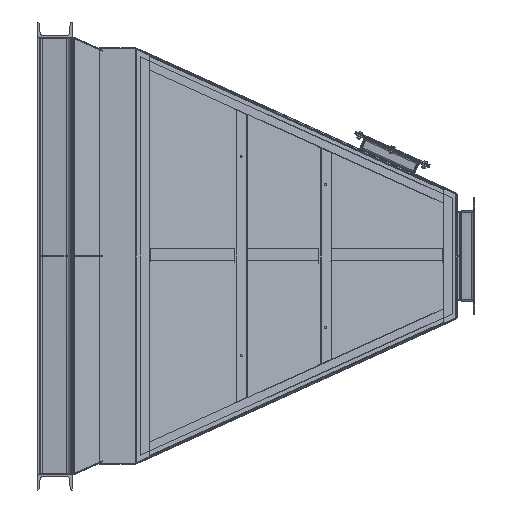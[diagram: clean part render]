
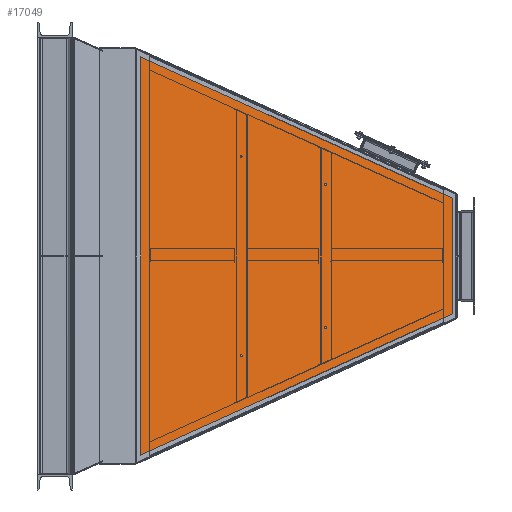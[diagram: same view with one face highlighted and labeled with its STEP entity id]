
A CAD part, left-side view. The second image highlights one B-rep face of the part: STEP entity #17049.
In plain terms, the highlighted free-form (B-spline) face has degree [1, 1] with [2, 2] control points.
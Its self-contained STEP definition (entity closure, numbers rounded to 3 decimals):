
#16951 = VERTEX_POINT('',#16952);
#16952 = CARTESIAN_POINT('',(-953.954,-362.692,
    696.42));
#16957 = EDGE_CURVE('',#16958,#16951,#16960,.T.);
#16958 = VERTEX_POINT('',#16959);
#16959 = CARTESIAN_POINT('',(-336.223,-1452.371,
    202.646));
#16960 = B_SPLINE_CURVE_WITH_KNOTS('',1,(#16961,#16962),.UNSPECIFIED.,
  .F.,.F.,(2,2),(-1318.825,0.),.PIECEWISE_BEZIER_KNOTS.);
#16961 = CARTESIAN_POINT('',(-336.223,-1452.371,
    202.646));
#16962 = CARTESIAN_POINT('',(-953.954,-362.692,
    696.42));
#16985 = VERTEX_POINT('',#16986);
#16986 = CARTESIAN_POINT('',(-953.954,-362.692,
    -696.42));
#16991 = EDGE_CURVE('',#16951,#16985,#16992,.T.);
#16992 = B_SPLINE_CURVE_WITH_KNOTS('',1,(#16993,#16994),.UNSPECIFIED.,
  .F.,.F.,(2,2),(-1364.309,-0.),.PIECEWISE_BEZIER_KNOTS.);
#16993 = CARTESIAN_POINT('',(-953.954,-362.692,
    696.42));
#16994 = CARTESIAN_POINT('',(-953.954,-362.692,
    -696.42));
#17013 = VERTEX_POINT('',#17014);
#17014 = CARTESIAN_POINT('',(-336.223,-1452.371,
    -202.646));
#17019 = EDGE_CURVE('',#16985,#17013,#17020,.T.);
#17020 = B_SPLINE_CURVE_WITH_KNOTS('',1,(#17021,#17022),.UNSPECIFIED.,
  .F.,.F.,(2,2),(-1318.825,0.),.PIECEWISE_BEZIER_KNOTS.);
#17021 = CARTESIAN_POINT('',(-953.954,-362.692,
    -696.42));
#17022 = CARTESIAN_POINT('',(-336.223,-1452.371,
    -202.646));
#17039 = EDGE_CURVE('',#17013,#16958,#17040,.T.);
#17040 = B_SPLINE_CURVE_WITH_KNOTS('',1,(#17041,#17042),.UNSPECIFIED.,
  .F.,.F.,(2,2),(-396.99,0.),.PIECEWISE_BEZIER_KNOTS.);
#17041 = CARTESIAN_POINT('',(-336.223,-1452.371,
    -202.646));
#17042 = CARTESIAN_POINT('',(-336.223,-1452.371,
    202.646));
#17049 = ADVANCED_FACE('',(#17050,#17064,#17078,#17092,#17106),#17112,
  .F.);
#17050 = FACE_BOUND('',#17051,.T.);
#17051 = EDGE_LOOP('',(#17052));
#17052 = ORIENTED_EDGE('',*,*,#17053,.F.);
#17053 = EDGE_CURVE('',#17054,#17054,#17056,.T.);
#17054 = VERTEX_POINT('',#17055);
#17055 = CARTESIAN_POINT('',(-754.55,-714.442,
    345.457));
#17056 = ( BOUNDED_CURVE() B_SPLINE_CURVE(2,(#17057,#17058,#17059,#17060
    ,#17061,#17062,#17063),.UNSPECIFIED.,.T.,.F.) 
B_SPLINE_CURVE_WITH_KNOTS((1,2,2,2,2,1),(-2.094,0.,
    2.094,4.189,6.283,8.378),
.UNSPECIFIED.) CURVE() GEOMETRIC_REPRESENTATION_ITEM() 
RATIONAL_B_SPLINE_CURVE((1.,0.5,1.,0.5,1.,0.5,1.)) REPRESENTATION_ITEM(
  '') );
#17057 = CARTESIAN_POINT('',(-754.55,-714.442,
    345.457));
#17058 = CARTESIAN_POINT('',(-751.498,-719.826,
    345.457));
#17059 = CARTESIAN_POINT('',(-753.024,-717.134,
    350.817));
#17060 = CARTESIAN_POINT('',(-754.55,-714.442,
    356.176));
#17061 = CARTESIAN_POINT('',(-756.076,-711.75,
    350.817));
#17062 = CARTESIAN_POINT('',(-757.602,-709.058,
    345.457));
#17063 = CARTESIAN_POINT('',(-754.55,-714.442,
    345.457));
#17064 = FACE_BOUND('',#17065,.T.);
#17065 = EDGE_LOOP('',(#17066));
#17066 = ORIENTED_EDGE('',*,*,#17067,.F.);
#17067 = EDGE_CURVE('',#17068,#17068,#17070,.T.);
#17068 = VERTEX_POINT('',#17069);
#17069 = CARTESIAN_POINT('',(-587.634,-1008.881,
    246.62));
#17070 = ( BOUNDED_CURVE() B_SPLINE_CURVE(2,(#17071,#17072,#17073,#17074
    ,#17075,#17076,#17077),.UNSPECIFIED.,.T.,.F.) 
B_SPLINE_CURVE_WITH_KNOTS((1,2,2,2,2,1),(-2.094,0.,
    2.094,4.189,6.283,8.378),
.UNSPECIFIED.) CURVE() GEOMETRIC_REPRESENTATION_ITEM() 
RATIONAL_B_SPLINE_CURVE((1.,0.5,1.,0.5,1.,0.5,1.)) REPRESENTATION_ITEM(
  '') );
#17071 = CARTESIAN_POINT('',(-587.634,-1008.881,
    246.62));
#17072 = CARTESIAN_POINT('',(-584.582,-1014.265,
    246.62));
#17073 = CARTESIAN_POINT('',(-586.108,-1011.573,
    251.98));
#17074 = CARTESIAN_POINT('',(-587.634,-1008.881,
    257.339));
#17075 = CARTESIAN_POINT('',(-589.16,-1006.189,
    251.98));
#17076 = CARTESIAN_POINT('',(-590.686,-1003.497,
    246.62));
#17077 = CARTESIAN_POINT('',(-587.634,-1008.881,
    246.62));
#17078 = FACE_BOUND('',#17079,.T.);
#17079 = EDGE_LOOP('',(#17080));
#17080 = ORIENTED_EDGE('',*,*,#17081,.F.);
#17081 = EDGE_CURVE('',#17082,#17082,#17084,.T.);
#17082 = VERTEX_POINT('',#17083);
#17083 = CARTESIAN_POINT('',(-587.634,-1008.881,
    -246.62));
#17084 = ( BOUNDED_CURVE() B_SPLINE_CURVE(2,(#17085,#17086,#17087,#17088
    ,#17089,#17090,#17091),.UNSPECIFIED.,.T.,.F.) 
B_SPLINE_CURVE_WITH_KNOTS((1,2,2,2,2,1),(-2.094,0.,
    2.094,4.189,6.283,8.378),
.UNSPECIFIED.) CURVE() GEOMETRIC_REPRESENTATION_ITEM() 
RATIONAL_B_SPLINE_CURVE((1.,0.5,1.,0.5,1.,0.5,1.)) REPRESENTATION_ITEM(
  '') );
#17085 = CARTESIAN_POINT('',(-587.634,-1008.881,
    -246.62));
#17086 = CARTESIAN_POINT('',(-590.686,-1003.497,
    -246.62));
#17087 = CARTESIAN_POINT('',(-589.16,-1006.189,
    -251.98));
#17088 = CARTESIAN_POINT('',(-587.634,-1008.881,
    -257.339));
#17089 = CARTESIAN_POINT('',(-586.108,-1011.573,
    -251.98));
#17090 = CARTESIAN_POINT('',(-584.582,-1014.265,
    -246.62));
#17091 = CARTESIAN_POINT('',(-587.634,-1008.881,
    -246.62));
#17092 = FACE_BOUND('',#17093,.T.);
#17093 = EDGE_LOOP('',(#17094));
#17094 = ORIENTED_EDGE('',*,*,#17095,.F.);
#17095 = EDGE_CURVE('',#17096,#17096,#17098,.T.);
#17096 = VERTEX_POINT('',#17097);
#17097 = CARTESIAN_POINT('',(-754.55,-714.442,
    -345.457));
#17098 = ( BOUNDED_CURVE() B_SPLINE_CURVE(2,(#17099,#17100,#17101,#17102
    ,#17103,#17104,#17105),.UNSPECIFIED.,.T.,.F.) 
B_SPLINE_CURVE_WITH_KNOTS((1,2,2,2,2,1),(-2.094,0.,
    2.094,4.189,6.283,8.378),
.UNSPECIFIED.) CURVE() GEOMETRIC_REPRESENTATION_ITEM() 
RATIONAL_B_SPLINE_CURVE((1.,0.5,1.,0.5,1.,0.5,1.)) REPRESENTATION_ITEM(
  '') );
#17099 = CARTESIAN_POINT('',(-754.55,-714.442,
    -345.457));
#17100 = CARTESIAN_POINT('',(-757.602,-709.058,
    -345.457));
#17101 = CARTESIAN_POINT('',(-756.076,-711.75,
    -350.817));
#17102 = CARTESIAN_POINT('',(-754.55,-714.442,
    -356.176));
#17103 = CARTESIAN_POINT('',(-753.024,-717.134,
    -350.817));
#17104 = CARTESIAN_POINT('',(-751.498,-719.826,
    -345.457));
#17105 = CARTESIAN_POINT('',(-754.55,-714.442,
    -345.457));
#17106 = FACE_BOUND('',#17107,.T.);
#17107 = EDGE_LOOP('',(#17108,#17109,#17110,#17111));
#17108 = ORIENTED_EDGE('',*,*,#16957,.T.);
#17109 = ORIENTED_EDGE('',*,*,#16991,.T.);
#17110 = ORIENTED_EDGE('',*,*,#17019,.T.);
#17111 = ORIENTED_EDGE('',*,*,#17039,.T.);
#17112 = B_SPLINE_SURFACE_WITH_KNOTS('',1,1,(
    (#17113,#17114)
    ,(#17115,#17116
    )),.UNSPECIFIED.,.F.,.F.,.F.,(2,2),(2,2),(-483.659,
    880.649),(0.,1226.936),.PIECEWISE_BEZIER_KNOTS.);
#17113 = CARTESIAN_POINT('',(-336.223,-1452.371,
    696.42));
#17114 = CARTESIAN_POINT('',(-953.954,-362.692,
    696.42));
#17115 = CARTESIAN_POINT('',(-336.223,-1452.371,
    -696.42));
#17116 = CARTESIAN_POINT('',(-953.954,-362.692,
    -696.42));
